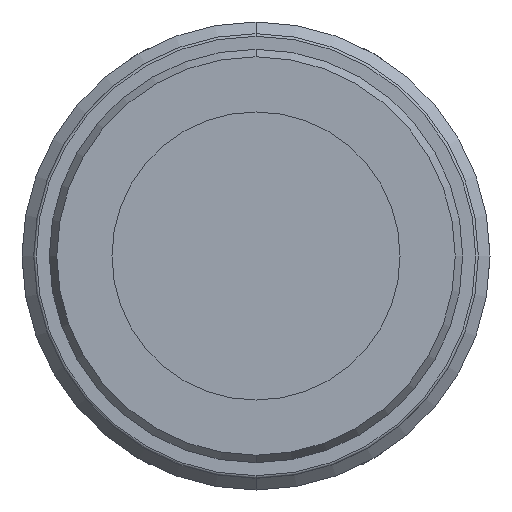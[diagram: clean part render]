
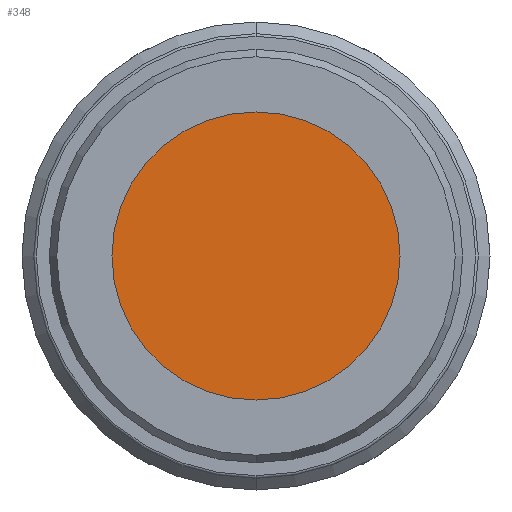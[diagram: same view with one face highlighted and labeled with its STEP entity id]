
A CAD part, front view. The second image highlights one B-rep face of the part: STEP entity #348.
In plain terms, the highlighted planar face has unit normal (0, -1, 0).
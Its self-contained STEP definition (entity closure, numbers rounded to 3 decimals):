
#192 = CARTESIAN_POINT ( 'NONE',  ( 0., 1., 0. ) ) ;
#348 = ADVANCED_FACE ( 'NONE', ( #2842 ), #2309, .T. ) ;
#415 = CIRCLE ( 'NONE', #1187, 11.08 ) ;
#418 = CARTESIAN_POINT ( 'NONE',  ( 0., 1., 0. ) ) ;
#421 = VERTEX_POINT ( 'NONE', #1072 ) ;
#459 = EDGE_CURVE ( 'NONE', #2823, #421, #2637, .T. ) ;
#507 = DIRECTION ( 'NONE',  ( 0., 0., -1. ) ) ;
#718 = DIRECTION ( 'NONE',  ( 0., 0., -1. ) ) ;
#771 = AXIS2_PLACEMENT_3D ( 'NONE', #418, #2611, #718 ) ;
#1072 = CARTESIAN_POINT ( 'NONE',  ( 0., 1., -11.08 ) ) ;
#1187 = AXIS2_PLACEMENT_3D ( 'NONE', #192, #2400, #507 ) ;
#1195 = CARTESIAN_POINT ( 'NONE',  ( 0., 1., 0. ) ) ;
#1418 = AXIS2_PLACEMENT_3D ( 'NONE', #1195, #3408, #1521 ) ;
#1521 = DIRECTION ( 'NONE',  ( 0., 0., -1. ) ) ;
#2309 = PLANE ( 'NONE',  #771 ) ;
#2340 = CARTESIAN_POINT ( 'NONE',  ( 0., 1., 11.08 ) ) ;
#2390 = ORIENTED_EDGE ( 'NONE', *, *, #459, .T. ) ;
#2400 = DIRECTION ( 'NONE',  ( 0., -1., 0. ) ) ;
#2611 = DIRECTION ( 'NONE',  ( 0., -1., 0. ) ) ;
#2637 = CIRCLE ( 'NONE', #1418, 11.08 ) ;
#2779 = EDGE_LOOP ( 'NONE', ( #2797, #2390 ) ) ;
#2797 = ORIENTED_EDGE ( 'NONE', *, *, #2885, .T. ) ;
#2823 = VERTEX_POINT ( 'NONE', #2340 ) ;
#2842 = FACE_OUTER_BOUND ( 'NONE', #2779, .T. ) ;
#2885 = EDGE_CURVE ( 'NONE', #421, #2823, #415, .T. ) ;
#3408 = DIRECTION ( 'NONE',  ( 0., -1., 0. ) ) ;
